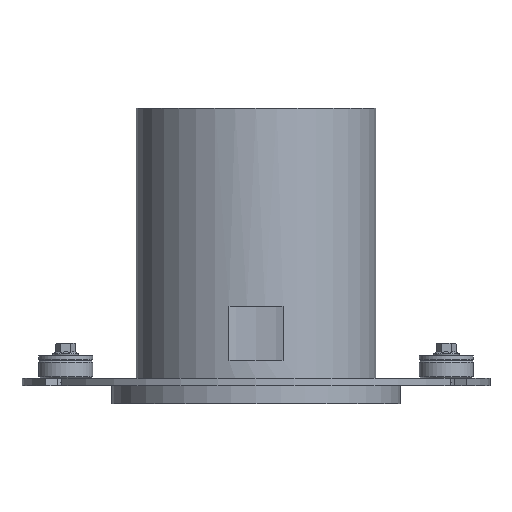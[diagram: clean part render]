
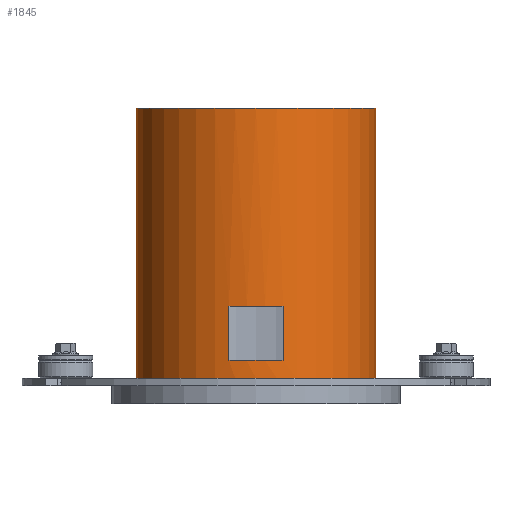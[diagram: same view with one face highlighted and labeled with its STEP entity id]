
A CAD part, left-side view. The second image highlights one B-rep face of the part: STEP entity #1845.
In plain terms, the highlighted cylindrical face has radius 665 mm (diameter 1330 mm), a full revolution.
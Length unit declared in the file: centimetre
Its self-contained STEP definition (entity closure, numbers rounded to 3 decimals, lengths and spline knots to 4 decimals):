
#141=LINE('',#3027,#281);
#145=LINE('',#3039,#285);
#149=LINE('',#3051,#289);
#153=LINE('',#3063,#293);
#157=LINE('',#3075,#297);
#161=LINE('',#3091,#301);
#165=LINE('',#3111,#305);
#166=LINE('',#3113,#306);
#281=VECTOR('',#2374,1.);
#285=VECTOR('',#2386,1.);
#289=VECTOR('',#2398,1.);
#293=VECTOR('',#2410,1.);
#297=VECTOR('',#2422,1.);
#301=VECTOR('',#2438,1.);
#305=VECTOR('',#2464,66.5);
#306=VECTOR('',#2465,66.5);
#387=CYLINDRICAL_SURFACE('',#2033,66.5);
#417=FACE_BOUND('',#610,.T.);
#418=FACE_BOUND('',#611,.T.);
#496=FACE_OUTER_BOUND('',#609,.T.);
#609=EDGE_LOOP('',(#1490,#1491,#1492,#1493,#1494,#1495,#1496,#1497,#1498,
#1499,#1500,#1501));
#610=EDGE_LOOP('',(#1502,#1503,#1504,#1505));
#611=EDGE_LOOP('',(#1506,#1507,#1508,#1509));
#721=CIRCLE('',#2003,66.5);
#723=CIRCLE('',#2007,66.5);
#725=CIRCLE('',#2011,66.5);
#727=CIRCLE('',#2015,66.5);
#729=CIRCLE('',#2019,66.5);
#730=CIRCLE('',#2020,66.5);
#733=CIRCLE('',#2025,66.5);
#734=CIRCLE('',#2026,66.5);
#736=CIRCLE('',#2029,66.5);
#739=CIRCLE('',#2034,66.5);
#844=VERTEX_POINT('',#3024);
#845=VERTEX_POINT('',#3026);
#847=VERTEX_POINT('',#3032);
#849=VERTEX_POINT('',#3038);
#852=VERTEX_POINT('',#3048);
#853=VERTEX_POINT('',#3050);
#855=VERTEX_POINT('',#3056);
#857=VERTEX_POINT('',#3062);
#860=VERTEX_POINT('',#3072);
#861=VERTEX_POINT('',#3074);
#863=VERTEX_POINT('',#3080);
#864=VERTEX_POINT('',#3082);
#867=VERTEX_POINT('',#3090);
#869=VERTEX_POINT('',#3096);
#870=VERTEX_POINT('',#3101);
#873=VERTEX_POINT('',#3112);
#1053=EDGE_CURVE('',#845,#844,#141,.T.);
#1056=EDGE_CURVE('',#847,#845,#721,.T.);
#1059=EDGE_CURVE('',#849,#847,#145,.T.);
#1062=EDGE_CURVE('',#844,#849,#723,.T.);
#1065=EDGE_CURVE('',#853,#852,#149,.T.);
#1068=EDGE_CURVE('',#855,#853,#725,.T.);
#1071=EDGE_CURVE('',#857,#855,#153,.T.);
#1074=EDGE_CURVE('',#852,#857,#727,.T.);
#1077=EDGE_CURVE('',#861,#860,#157,.T.);
#1080=EDGE_CURVE('',#863,#861,#729,.T.);
#1081=EDGE_CURVE('',#864,#863,#730,.T.);
#1085=EDGE_CURVE('',#867,#864,#161,.T.);
#1088=EDGE_CURVE('',#869,#867,#733,.T.);
#1089=EDGE_CURVE('',#860,#869,#734,.T.);
#1091=EDGE_CURVE('',#870,#870,#736,.T.);
#1096=EDGE_CURVE('',#870,#863,#165,.T.);
#1097=EDGE_CURVE('',#869,#873,#166,.T.);
#1098=EDGE_CURVE('',#873,#873,#739,.T.);
#1490=ORIENTED_EDGE('',*,*,#1091,.F.);
#1491=ORIENTED_EDGE('',*,*,#1096,.T.);
#1492=ORIENTED_EDGE('',*,*,#1080,.T.);
#1493=ORIENTED_EDGE('',*,*,#1077,.T.);
#1494=ORIENTED_EDGE('',*,*,#1089,.T.);
#1495=ORIENTED_EDGE('',*,*,#1097,.T.);
#1496=ORIENTED_EDGE('',*,*,#1098,.F.);
#1497=ORIENTED_EDGE('',*,*,#1097,.F.);
#1498=ORIENTED_EDGE('',*,*,#1088,.T.);
#1499=ORIENTED_EDGE('',*,*,#1085,.T.);
#1500=ORIENTED_EDGE('',*,*,#1081,.T.);
#1501=ORIENTED_EDGE('',*,*,#1096,.F.);
#1502=ORIENTED_EDGE('',*,*,#1059,.T.);
#1503=ORIENTED_EDGE('',*,*,#1056,.T.);
#1504=ORIENTED_EDGE('',*,*,#1053,.T.);
#1505=ORIENTED_EDGE('',*,*,#1062,.T.);
#1506=ORIENTED_EDGE('',*,*,#1071,.T.);
#1507=ORIENTED_EDGE('',*,*,#1068,.T.);
#1508=ORIENTED_EDGE('',*,*,#1065,.T.);
#1509=ORIENTED_EDGE('',*,*,#1074,.T.);
#1845=ADVANCED_FACE('',(#496,#417,#418),#387,.T.);
#2003=AXIS2_PLACEMENT_3D('',#3033,#2380,#2381);
#2007=AXIS2_PLACEMENT_3D('',#3043,#2392,#2393);
#2011=AXIS2_PLACEMENT_3D('',#3057,#2404,#2405);
#2015=AXIS2_PLACEMENT_3D('',#3067,#2416,#2417);
#2019=AXIS2_PLACEMENT_3D('',#3081,#2428,#2429);
#2020=AXIS2_PLACEMENT_3D('',#3083,#2430,#2431);
#2025=AXIS2_PLACEMENT_3D('',#3097,#2444,#2445);
#2026=AXIS2_PLACEMENT_3D('',#3098,#2446,#2447);
#2029=AXIS2_PLACEMENT_3D('',#3102,#2452,#2453);
#2033=AXIS2_PLACEMENT_3D('',#3110,#2462,#2463);
#2034=AXIS2_PLACEMENT_3D('',#3114,#2466,#2467);
#2374=DIRECTION('',(0.,0.,-1.));
#2380=DIRECTION('center_axis',(0.,0.,
1.));
#2381=DIRECTION('ref_axis',(-0.5,0.866,0.));
#2386=DIRECTION('',(0.,0.,1.));
#2392=DIRECTION('center_axis',(0.,0.,
-1.));
#2393=DIRECTION('ref_axis',(-0.5,0.866,0.));
#2398=DIRECTION('',(0.,0.,-1.));
#2404=DIRECTION('center_axis',(0.,0.,
1.));
#2405=DIRECTION('ref_axis',(-0.5,0.866,0.));
#2410=DIRECTION('',(0.,0.,1.));
#2416=DIRECTION('center_axis',(0.,0.,
-1.));
#2417=DIRECTION('ref_axis',(-0.5,0.866,0.));
#2422=DIRECTION('',(0.,0.,-1.));
#2428=DIRECTION('center_axis',(0.,0.,
1.));
#2429=DIRECTION('ref_axis',(-0.5,0.866,0.));
#2430=DIRECTION('center_axis',(0.,0.,
1.));
#2431=DIRECTION('ref_axis',(-0.5,0.866,0.));
#2438=DIRECTION('',(0.,0.,1.));
#2444=DIRECTION('center_axis',(0.,0.,
-1.));
#2445=DIRECTION('ref_axis',(-0.5,0.866,0.));
#2446=DIRECTION('center_axis',(0.,0.,
-1.));
#2447=DIRECTION('ref_axis',(-0.5,0.866,0.));
#2452=DIRECTION('center_axis',(0.,0.,
1.));
#2453=DIRECTION('ref_axis',(0.5,-0.866,0.));
#2462=DIRECTION('center_axis',(0.,0.,
-1.));
#2463=DIRECTION('ref_axis',(-0.5,0.866,0.));
#2464=DIRECTION('',(0.,0.,-1.));
#2465=DIRECTION('',(0.,0.,-1.));
#2466=DIRECTION('center_axis',(0.,0.,
-1.));
#2467=DIRECTION('ref_axis',(-0.5,0.866,0.));
#3024=CARTESIAN_POINT('',(19.4027,63.6065,24.));
#3026=CARTESIAN_POINT('',(19.4027,63.6065,54.));
#3027=CARTESIAN_POINT('',(19.4027,63.6065,64.));
#3032=CARTESIAN_POINT('',(45.3835,48.6065,54.));
#3033=CARTESIAN_POINT('Origin',(0.,0.,54.));
#3038=CARTESIAN_POINT('',(45.3835,48.6065,24.));
#3039=CARTESIAN_POINT('',(45.3835,48.6065,64.));
#3043=CARTESIAN_POINT('Origin',(0.,0.,24.));
#3048=CARTESIAN_POINT('',(-64.7862,-15.,24.));
#3050=CARTESIAN_POINT('',(-64.7862,-15.,54.));
#3051=CARTESIAN_POINT('',(-64.7862,-15.,64.));
#3056=CARTESIAN_POINT('',(-64.7862,15.,54.));
#3057=CARTESIAN_POINT('Origin',(0.,0.,54.));
#3062=CARTESIAN_POINT('',(-64.7862,15.,24.));
#3063=CARTESIAN_POINT('',(-64.7862,15.,64.));
#3067=CARTESIAN_POINT('Origin',(0.,0.,24.));
#3072=CARTESIAN_POINT('',(45.3835,-48.6065,24.));
#3074=CARTESIAN_POINT('',(45.3835,-48.6065,54.));
#3075=CARTESIAN_POINT('',(45.3835,-48.6065,64.));
#3080=CARTESIAN_POINT('',(33.25,-57.5907,54.));
#3081=CARTESIAN_POINT('Origin',(0.,0.,54.));
#3082=CARTESIAN_POINT('',(19.4027,-63.6065,54.));
#3083=CARTESIAN_POINT('Origin',(0.,0.,54.));
#3090=CARTESIAN_POINT('',(19.4027,-63.6065,24.));
#3091=CARTESIAN_POINT('',(19.4027,-63.6065,64.));
#3096=CARTESIAN_POINT('',(33.25,-57.5907,24.));
#3097=CARTESIAN_POINT('Origin',(0.,0.,24.));
#3098=CARTESIAN_POINT('Origin',(0.,0.,24.));
#3101=CARTESIAN_POINT('',(33.25,-57.5907,164.));
#3102=CARTESIAN_POINT('Origin',(0.,0.,164.));
#3110=CARTESIAN_POINT('Origin',(0.,0.,64.));
#3111=CARTESIAN_POINT('',(33.25,-57.5907,64.));
#3112=CARTESIAN_POINT('',(33.25,-57.5907,14.));
#3113=CARTESIAN_POINT('',(33.25,-57.5907,64.));
#3114=CARTESIAN_POINT('Origin',(0.,0.,14.));
